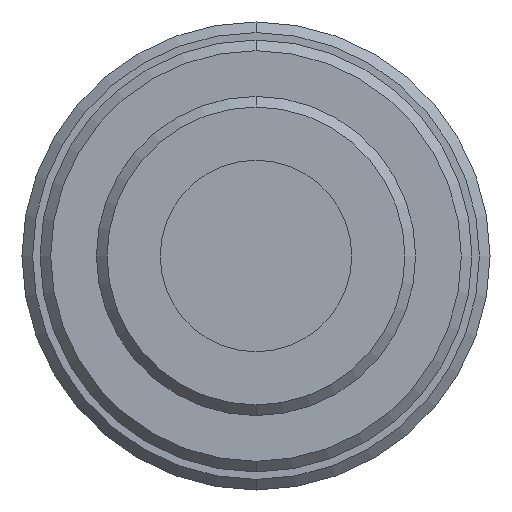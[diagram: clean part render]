
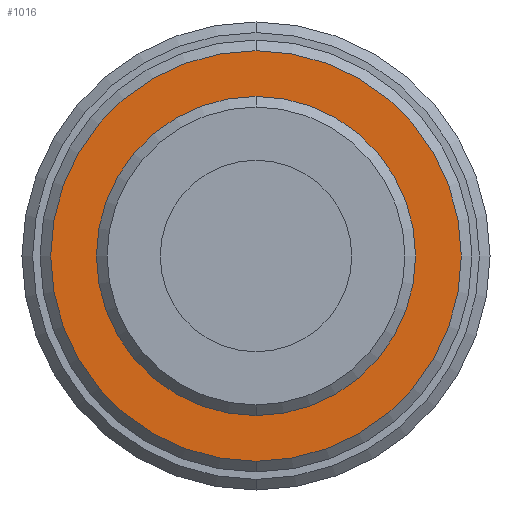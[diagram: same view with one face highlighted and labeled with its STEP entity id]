
A CAD part, front view. The second image highlights one B-rep face of the part: STEP entity #1016.
In plain terms, the highlighted planar face has unit normal (0, -1, 0).
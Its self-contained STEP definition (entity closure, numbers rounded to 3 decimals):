
#16 = ORIENTED_EDGE ( 'NONE', *, *, #739, .T. ) ;
#113 = ORIENTED_EDGE ( 'NONE', *, *, #1003, .F. ) ;
#115 = ORIENTED_EDGE ( 'NONE', *, *, #733, .T. ) ;
#124 = DIRECTION ( 'NONE',  ( 0., 0., -1. ) ) ;
#128 = EDGE_LOOP ( 'NONE', ( #115, #16 ) ) ;
#135 = DIRECTION ( 'NONE',  ( 0., -1., 0. ) ) ;
#194 = VERTEX_POINT ( 'NONE', #469 ) ;
#212 = CARTESIAN_POINT ( 'NONE',  ( 0., 1.5, 0. ) ) ;
#217 = VERTEX_POINT ( 'NONE', #367 ) ;
#238 = VERTEX_POINT ( 'NONE', #334 ) ;
#294 = EDGE_LOOP ( 'NONE', ( #113, #519 ) ) ;
#334 = CARTESIAN_POINT ( 'NONE',  ( 0., 1.5, 7.5 ) ) ;
#367 = CARTESIAN_POINT ( 'NONE',  ( 0., 1.5, -9.65 ) ) ;
#410 = VERTEX_POINT ( 'NONE', #501 ) ;
#469 = CARTESIAN_POINT ( 'NONE',  ( 0., 1.5, -7.5 ) ) ;
#501 = CARTESIAN_POINT ( 'NONE',  ( 0., 1.5, 9.65 ) ) ;
#519 = ORIENTED_EDGE ( 'NONE', *, *, #715, .F. ) ;
#715 = EDGE_CURVE ( 'NONE', #238, #194, #926, .T. ) ;
#733 = EDGE_CURVE ( 'NONE', #410, #217, #916, .T. ) ;
#739 = EDGE_CURVE ( 'NONE', #217, #410, #912, .T. ) ;
#857 = CIRCLE ( 'NONE', #1194, 7.5 ) ;
#912 = CIRCLE ( 'NONE', #1292, 9.65 ) ;
#916 = CIRCLE ( 'NONE', #1302, 9.65 ) ;
#926 = CIRCLE ( 'NONE', #1306, 7.5 ) ;
#1003 = EDGE_CURVE ( 'NONE', #194, #238, #857, .T. ) ;
#1016 = ADVANCED_FACE ( 'NONE', ( #1153, #1129 ), #1702, .T. ) ;
#1129 = FACE_BOUND ( 'NONE', #294, .T. ) ;
#1153 = FACE_OUTER_BOUND ( 'NONE', #128, .T. ) ;
#1173 = AXIS2_PLACEMENT_3D ( 'NONE', #1698, #1697, #1696 ) ;
#1194 = AXIS2_PLACEMENT_3D ( 'NONE', #2003, #2118, #2081 ) ;
#1292 = AXIS2_PLACEMENT_3D ( 'NONE', #2048, #2061, #2076 ) ;
#1302 = AXIS2_PLACEMENT_3D ( 'NONE', #2067, #1836, #1829 ) ;
#1306 = AXIS2_PLACEMENT_3D ( 'NONE', #212, #135, #124 ) ;
#1696 = DIRECTION ( 'NONE',  ( 0., 0., -1. ) ) ;
#1697 = DIRECTION ( 'NONE',  ( 0., -1., 0. ) ) ;
#1698 = CARTESIAN_POINT ( 'NONE',  ( 0., 1.5, 0. ) ) ;
#1702 = PLANE ( 'NONE',  #1173 ) ;
#1829 = DIRECTION ( 'NONE',  ( 0., 0., -1. ) ) ;
#1836 = DIRECTION ( 'NONE',  ( 0., -1., 0. ) ) ;
#2003 = CARTESIAN_POINT ( 'NONE',  ( 0., 1.5, 0. ) ) ;
#2048 = CARTESIAN_POINT ( 'NONE',  ( 0., 1.5, 0. ) ) ;
#2061 = DIRECTION ( 'NONE',  ( 0., -1., 0. ) ) ;
#2067 = CARTESIAN_POINT ( 'NONE',  ( 0., 1.5, 0. ) ) ;
#2076 = DIRECTION ( 'NONE',  ( 0., 0., -1. ) ) ;
#2081 = DIRECTION ( 'NONE',  ( 0., 0., -1. ) ) ;
#2118 = DIRECTION ( 'NONE',  ( 0., -1., 0. ) ) ;
